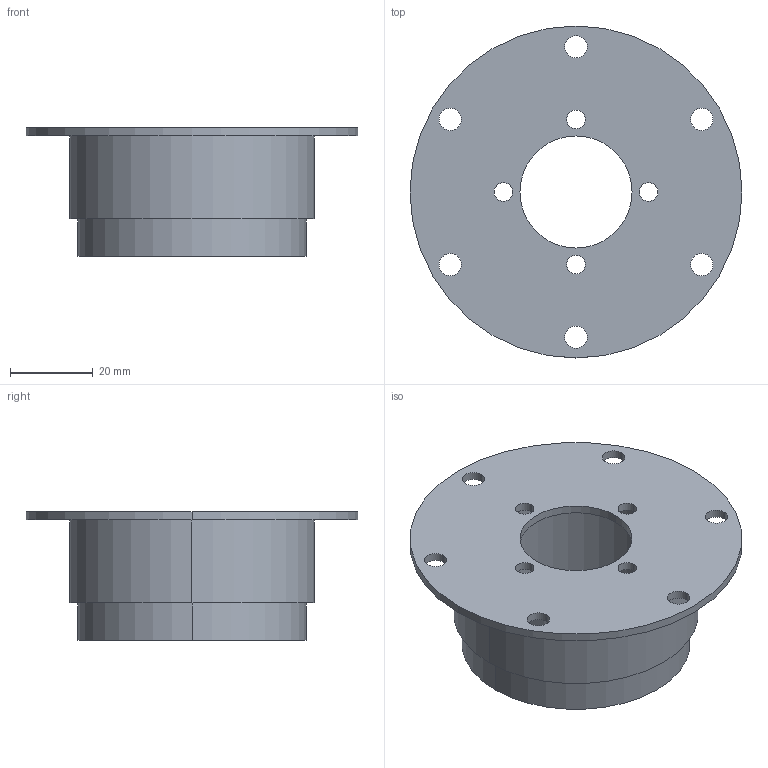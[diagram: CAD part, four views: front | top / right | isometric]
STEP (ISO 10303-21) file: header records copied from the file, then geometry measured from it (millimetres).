
FILE_DESCRIPTION (( 'STEP AP203' ), '1' );
FILE_NAME ('萇儂嘐隅釱.STEP', '2021-11-21T07:41:53', ( '' ), ( '' ), 'SwSTEP 2.0', 'SolidWorks 2020', '' );
FILE_SCHEMA (( 'CONFIG_CONTROL_DESIGN' ));
Length unit declared in the file: millimetre
Products named in the file (1): 萇儂嘐隅釱
Bounding box: 80 x 80 x 31 mm (x, y, z)
Volume: 42282.2 mm3; surface area: 18944.9 mm2
Topology: 1 solids, 1 shells, 51 faces, 130 edges, 80 vertices
Faces by surface type: cylinder 38, cone 8, plane 5
Entity records: 1641 total; most frequent: DIRECTION 302, CARTESIAN_POINT 254, ORIENTED_EDGE 244, AXIS2_PLACEMENT_3D 128, EDGE_CURVE 122, VERTEX_POINT 80, EDGE_LOOP 80, CIRCLE 76
